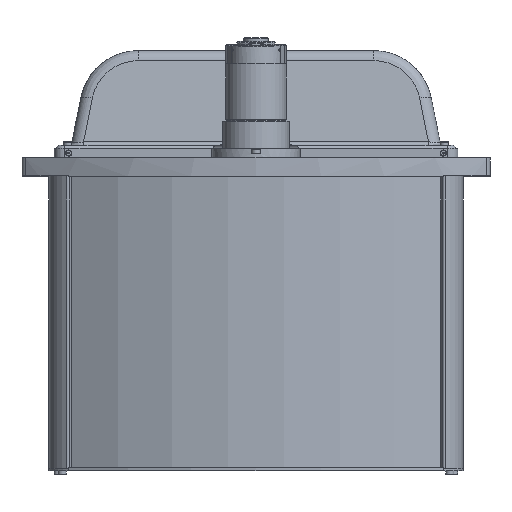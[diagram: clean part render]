
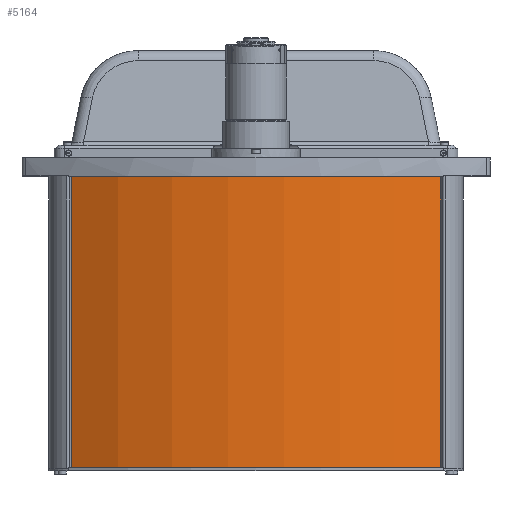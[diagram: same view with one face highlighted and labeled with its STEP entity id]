
A CAD part, front view. The second image highlights one B-rep face of the part: STEP entity #5164.
In plain terms, the highlighted cylindrical face has radius 378.5 mm (diameter 757 mm), a partial arc.
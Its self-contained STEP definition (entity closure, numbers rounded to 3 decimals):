
#163 = CARTESIAN_POINT ( 'NONE',  ( -193.524, 8.215, -26.97 ) ) ;
#1107 = ORIENTED_EDGE ( 'NONE', *, *, #4670, .T. ) ;
#1172 = VERTEX_POINT ( 'NONE', #5356 ) ;
#1734 = DIRECTION ( 'NONE',  ( 0., 0., -1. ) ) ;
#2191 = DIRECTION ( 'NONE',  ( 0., 0., -1. ) ) ;
#2506 = CYLINDRICAL_SURFACE ( 'NONE', #19581, 378.5 ) ;
#2952 = CARTESIAN_POINT ( 'NONE',  ( 0., 333.5, -26.97 ) ) ;
#3243 = CIRCLE ( 'NONE', #13886, 378.5 ) ;
#3418 = CARTESIAN_POINT ( 'NONE',  ( 193.524, 8.215, -26.97 ) ) ;
#3712 = EDGE_CURVE ( 'NONE', #18866, #14840, #6715, .T. ) ;
#4603 = DIRECTION ( 'NONE',  ( 0.511, -0.859, 0. ) ) ;
#4670 = EDGE_CURVE ( 'NONE', #1172, #6233, #3243, .T. ) ;
#5164 = ADVANCED_FACE ( 'NONE', ( #10266 ), #2506, .T. ) ;
#5356 = CARTESIAN_POINT ( 'NONE',  ( 193.524, 8.215, 273.03 ) ) ;
#6197 = CARTESIAN_POINT ( 'NONE',  ( -193.524, 8.215, -26.97 ) ) ;
#6233 = VERTEX_POINT ( 'NONE', #15255 ) ;
#6368 = DIRECTION ( 'NONE',  ( 0., 0., -1. ) ) ;
#6373 = DIRECTION ( 'NONE',  ( 0., 0., -1. ) ) ;
#6715 = CIRCLE ( 'NONE', #7610, 378.5 ) ;
#7610 = AXIS2_PLACEMENT_3D ( 'NONE', #2952, #6368, #4603 ) ;
#8160 = DIRECTION ( 'NONE',  ( 0., 0., -1. ) ) ;
#8230 = DIRECTION ( 'NONE',  ( 0.511, -0.859, 0. ) ) ;
#9432 = ORIENTED_EDGE ( 'NONE', *, *, #3712, .F. ) ;
#10266 = FACE_OUTER_BOUND ( 'NONE', #18186, .T. ) ;
#12700 = CARTESIAN_POINT ( 'NONE',  ( 193.524, 8.215, -26.97 ) ) ;
#12927 = CARTESIAN_POINT ( 'NONE',  ( 0., 333.5, 273.03 ) ) ;
#13643 = LINE ( 'NONE', #12700, #18950 ) ;
#13886 = AXIS2_PLACEMENT_3D ( 'NONE', #12927, #2191, #8230 ) ;
#14840 = VERTEX_POINT ( 'NONE', #163 ) ;
#15255 = CARTESIAN_POINT ( 'NONE',  ( -193.524, 8.215, 273.03 ) ) ;
#16175 = LINE ( 'NONE', #6197, #19302 ) ;
#16254 = EDGE_CURVE ( 'NONE', #6233, #14840, #16175, .T. ) ;
#17464 = CARTESIAN_POINT ( 'NONE',  ( 0., 333.5, -26.97 ) ) ;
#18027 = ORIENTED_EDGE ( 'NONE', *, *, #16254, .T. ) ;
#18186 = EDGE_LOOP ( 'NONE', ( #9432, #20093, #1107, #18027 ) ) ;
#18447 = EDGE_CURVE ( 'NONE', #1172, #18866, #13643, .T. ) ;
#18866 = VERTEX_POINT ( 'NONE', #3418 ) ;
#18950 = VECTOR ( 'NONE', #6373, 1000. ) ;
#19006 = DIRECTION ( 'NONE',  ( -1., 0., 0. ) ) ;
#19302 = VECTOR ( 'NONE', #1734, 1000. ) ;
#19581 = AXIS2_PLACEMENT_3D ( 'NONE', #17464, #8160, #19006 ) ;
#20093 = ORIENTED_EDGE ( 'NONE', *, *, #18447, .F. ) ;
